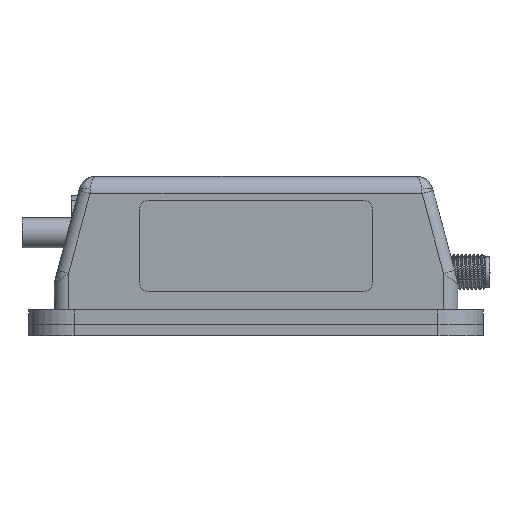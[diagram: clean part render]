
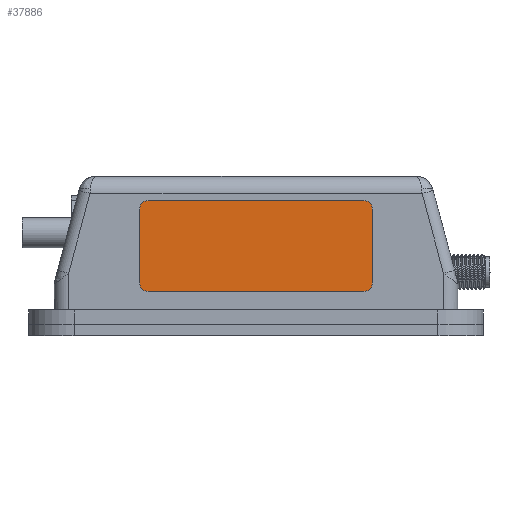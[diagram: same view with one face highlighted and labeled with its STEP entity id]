
A CAD part, left-side view. The second image highlights one B-rep face of the part: STEP entity #37886.
In plain terms, the highlighted face is planar.
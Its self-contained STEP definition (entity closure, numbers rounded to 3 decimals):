
#1910=PLANE('',#40697);
#3008=FACE_OUTER_BOUND('',#5285,.T.);
#5285=EDGE_LOOP('',(#26846,#26847,#26848,#26849,#26850,#26851,#26852,#26853));
#8054=LINE('',#59572,#11177);
#8057=LINE('',#59580,#11180);
#8060=LINE('',#59588,#11183);
#8063=LINE('',#59595,#11186);
#11177=VECTOR('',#45575,1000.);
#11180=VECTOR('',#45584,1000.);
#11183=VECTOR('',#45593,1000.);
#11186=VECTOR('',#45602,1000.);
#14260=CIRCLE('',#40686,1.5);
#14261=CIRCLE('',#40689,1.5);
#14262=CIRCLE('',#40692,1.5);
#14263=CIRCLE('',#40695,1.5);
#16543=VERTEX_POINT('',#59565);
#16544=VERTEX_POINT('',#59567);
#16545=VERTEX_POINT('',#59571);
#16546=VERTEX_POINT('',#59575);
#16547=VERTEX_POINT('',#59579);
#16548=VERTEX_POINT('',#59583);
#16549=VERTEX_POINT('',#59587);
#16550=VERTEX_POINT('',#59591);
#20572=EDGE_CURVE('',#16544,#16543,#14260,.T.);
#20574=EDGE_CURVE('',#16545,#16544,#8054,.T.);
#20576=EDGE_CURVE('',#16546,#16545,#14261,.T.);
#20578=EDGE_CURVE('',#16547,#16546,#8057,.T.);
#20580=EDGE_CURVE('',#16548,#16547,#14262,.T.);
#20582=EDGE_CURVE('',#16549,#16548,#8060,.T.);
#20584=EDGE_CURVE('',#16550,#16549,#14263,.T.);
#20586=EDGE_CURVE('',#16543,#16550,#8063,.T.);
#26846=ORIENTED_EDGE('',*,*,#20572,.T.);
#26847=ORIENTED_EDGE('',*,*,#20586,.T.);
#26848=ORIENTED_EDGE('',*,*,#20584,.T.);
#26849=ORIENTED_EDGE('',*,*,#20582,.T.);
#26850=ORIENTED_EDGE('',*,*,#20580,.T.);
#26851=ORIENTED_EDGE('',*,*,#20578,.T.);
#26852=ORIENTED_EDGE('',*,*,#20576,.T.);
#26853=ORIENTED_EDGE('',*,*,#20574,.T.);
#37886=ADVANCED_FACE('',(#3008),#1910,.F.);
#40686=AXIS2_PLACEMENT_3D('',#59568,#45570,#45571);
#40689=AXIS2_PLACEMENT_3D('',#59576,#45579,#45580);
#40692=AXIS2_PLACEMENT_3D('',#59584,#45588,#45589);
#40695=AXIS2_PLACEMENT_3D('',#59592,#45597,#45598);
#40697=AXIS2_PLACEMENT_3D('',#59596,#45603,#45604);
#45570=DIRECTION('center_axis',(1.,0.,0.));
#45571=DIRECTION('ref_axis',(0.,0.,1.));
#45575=DIRECTION('',(0.,0.,-1.));
#45579=DIRECTION('center_axis',(1.,0.,0.));
#45580=DIRECTION('ref_axis',(0.,0.,1.));
#45584=DIRECTION('',(0.,-1.,0.));
#45588=DIRECTION('center_axis',(1.,0.,0.));
#45589=DIRECTION('ref_axis',(0.,0.,1.));
#45593=DIRECTION('',(0.,0.,1.));
#45597=DIRECTION('center_axis',(1.,0.,0.));
#45598=DIRECTION('ref_axis',(0.,0.,1.));
#45602=DIRECTION('',(0.,1.,0.));
#45603=DIRECTION('center_axis',(-1.,0.,0.));
#45604=DIRECTION('ref_axis',(0.,0.,1.));
#59565=CARTESIAN_POINT('',(313.143,10.75,-20.5));
#59567=CARTESIAN_POINT('',(313.143,9.25,-19.));
#59568=CARTESIAN_POINT('Origin',(313.143,10.75,-19.));
#59571=CARTESIAN_POINT('',(313.143,9.25,19.));
#59572=CARTESIAN_POINT('',(313.143,9.25,19.));
#59575=CARTESIAN_POINT('',(313.143,10.75,20.5));
#59576=CARTESIAN_POINT('Origin',(313.143,10.75,19.));
#59579=CARTESIAN_POINT('',(313.143,23.75,20.5));
#59580=CARTESIAN_POINT('',(313.143,23.75,20.5));
#59583=CARTESIAN_POINT('',(313.143,25.25,19.));
#59584=CARTESIAN_POINT('Origin',(313.143,23.75,19.));
#59587=CARTESIAN_POINT('',(313.143,25.25,-19.));
#59588=CARTESIAN_POINT('',(313.143,25.25,19.));
#59591=CARTESIAN_POINT('',(313.143,23.75,-20.5));
#59592=CARTESIAN_POINT('Origin',(313.143,23.75,-19.));
#59595=CARTESIAN_POINT('',(313.143,23.75,-20.5));
#59596=CARTESIAN_POINT('Origin',(313.143,10.75,-19.));
